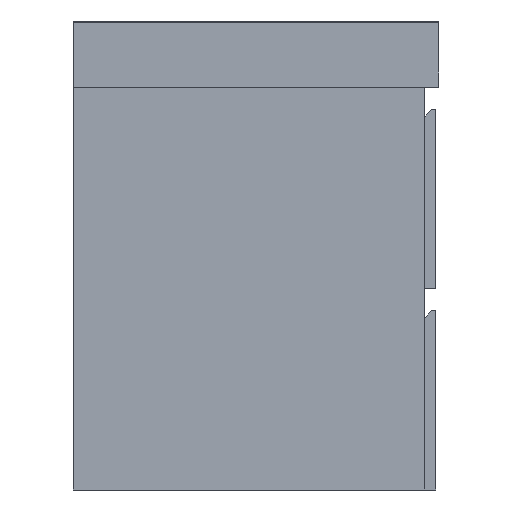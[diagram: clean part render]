
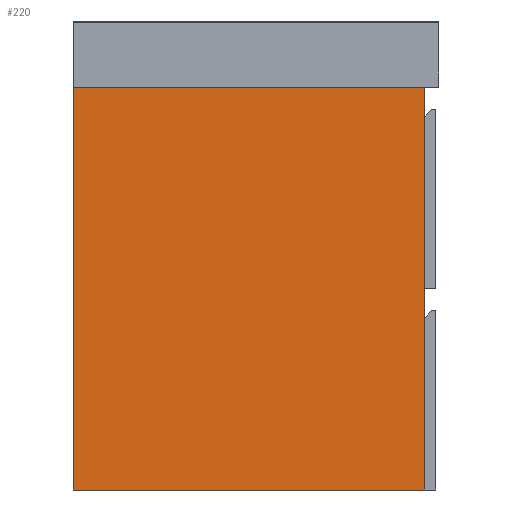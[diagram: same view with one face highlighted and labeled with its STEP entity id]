
A CAD part, left-side view. The second image highlights one B-rep face of the part: STEP entity #220.
In plain terms, the highlighted planar face has unit normal (-1, 0, 0).
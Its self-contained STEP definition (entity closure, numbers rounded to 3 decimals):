
#220=ADVANCED_FACE('',(#292),#1115,.T.);
#292=FACE_OUTER_BOUND('',#364,.T.);
#364=EDGE_LOOP('',(#541,#542,#543,#544));
#541=ORIENTED_EDGE('',*,*,#783,.F.);
#542=ORIENTED_EDGE('',*,*,#770,.T.);
#543=ORIENTED_EDGE('',*,*,#781,.T.);
#544=ORIENTED_EDGE('',*,*,#782,.F.);
#770=EDGE_CURVE('',#1034,#1033,#921,.T.);
#781=EDGE_CURVE('',#1033,#1041,#932,.T.);
#782=EDGE_CURVE('',#1042,#1041,#933,.T.);
#783=EDGE_CURVE('',#1034,#1042,#934,.T.);
#921=B_SPLINE_CURVE_WITH_KNOTS('',1,(#1647,#1648),.UNSPECIFIED.,.F.,.F.,
(2,2),(-550.,0.),.UNSPECIFIED.);
#932=B_SPLINE_CURVE_WITH_KNOTS('',1,(#1669,#1670),.UNSPECIFIED.,.F.,.F.,
(2,2),(-480.,0.),.UNSPECIFIED.);
#933=B_SPLINE_CURVE_WITH_KNOTS('',1,(#1671,#1672),.UNSPECIFIED.,.F.,.F.,
(2,2),(-550.,0.),.UNSPECIFIED.);
#934=B_SPLINE_CURVE_WITH_KNOTS('',1,(#1673,#1674),.UNSPECIFIED.,.F.,.F.,
(2,2),(-480.,0.),.UNSPECIFIED.);
#1033=VERTEX_POINT('',#1627);
#1034=VERTEX_POINT('',#1628);
#1041=VERTEX_POINT('',#1635);
#1042=VERTEX_POINT('',#1636);
#1115=PLANE('',#1293);
#1293=AXIS2_PLACEMENT_3D('',#1616,#1376,$);
#1376=DIRECTION('',(-1.,0.,0.));
#1616=CARTESIAN_POINT('',(-594.,-330.,528.));
#1627=CARTESIAN_POINT('',(-594.,275.,480.));
#1628=CARTESIAN_POINT('',(-594.,-275.,480.));
#1635=CARTESIAN_POINT('',(-594.,275.,0.));
#1636=CARTESIAN_POINT('',(-594.,-275.,0.));
#1647=CARTESIAN_POINT('',(-594.,-275.,480.));
#1648=CARTESIAN_POINT('',(-594.,275.,480.));
#1669=CARTESIAN_POINT('',(-594.,275.,480.));
#1670=CARTESIAN_POINT('',(-594.,275.,0.));
#1671=CARTESIAN_POINT('',(-594.,-275.,0.));
#1672=CARTESIAN_POINT('',(-594.,275.,0.));
#1673=CARTESIAN_POINT('',(-594.,-275.,480.));
#1674=CARTESIAN_POINT('',(-594.,-275.,0.));
